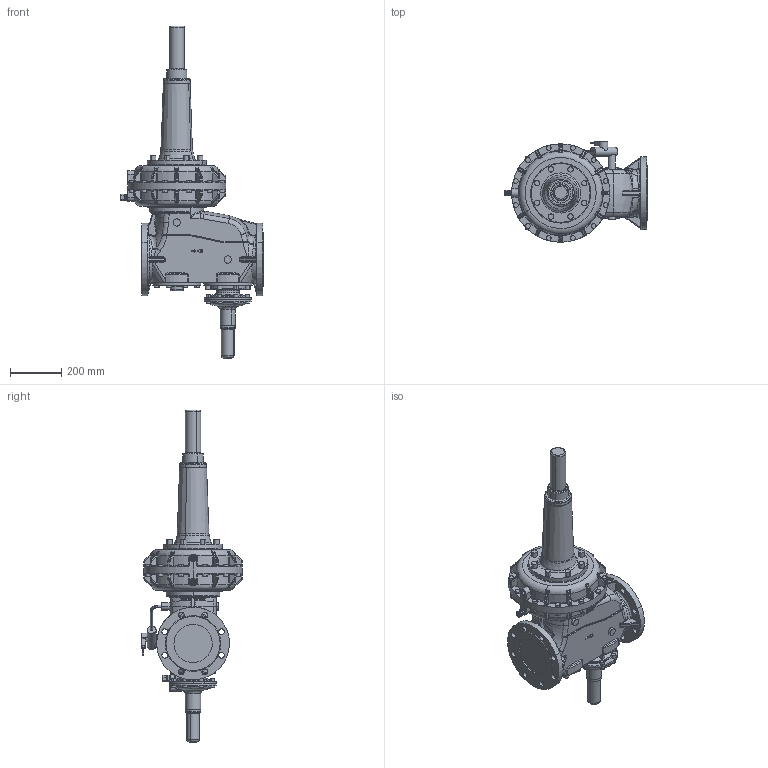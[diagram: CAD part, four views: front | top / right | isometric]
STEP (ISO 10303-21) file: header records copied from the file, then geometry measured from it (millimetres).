
FILE_DESCRIPTION(('CATIA V5 STEP'),'2;1');
FILE_NAME('RS 250 DN 150-385-HDS.stp','2014-03-31T05:47:00+00:00',('none'),('none'),'CATIA Version 5 Release 19 SP 9 (IN-10)','CATIA V5 STEP AP203 Edition 2','none');
FILE_SCHEMA(('AP203_CONFIGURATION_CONTROLLED_3D_DESIGN_OF_MECHANICAL_PARTS_AND_ASSEMBLIES_MIM_LF { 1 0 10303 403 2 1 2}'));
Products named in the file (3): Product1; Product1_AllCATPart; HD-Spindel_AllCATPart
Assembly tree (2 placements, depth 2):
  Product1
    Product1_AllCATPart
    HD-Spindel_AllCATPart
Bounding box: 560.3 x 393.5 x 1301 mm (x, y, z)
Volume: 45804512.8 mm3; surface area: 1466650.3 mm2
Topology: 2 solids, 32 shells, 2145 faces, 5217 edges, 3111 vertices
Faces by surface type: cylinder 845, plane 372, torus 348, bspline 337, cone 129, sphere 58, revolution 52, extrusion 4
Entity records: 98642 total; most frequent: CARTESIAN_POINT 55071, ORIENTED_EDGE 10200, DIRECTION 6392, EDGE_CURVE 5100, AXIS2_PLACEMENT_3D 3510, VERTEX_POINT 3111, EDGE_LOOP 2279, ADVANCED_FACE 2145
